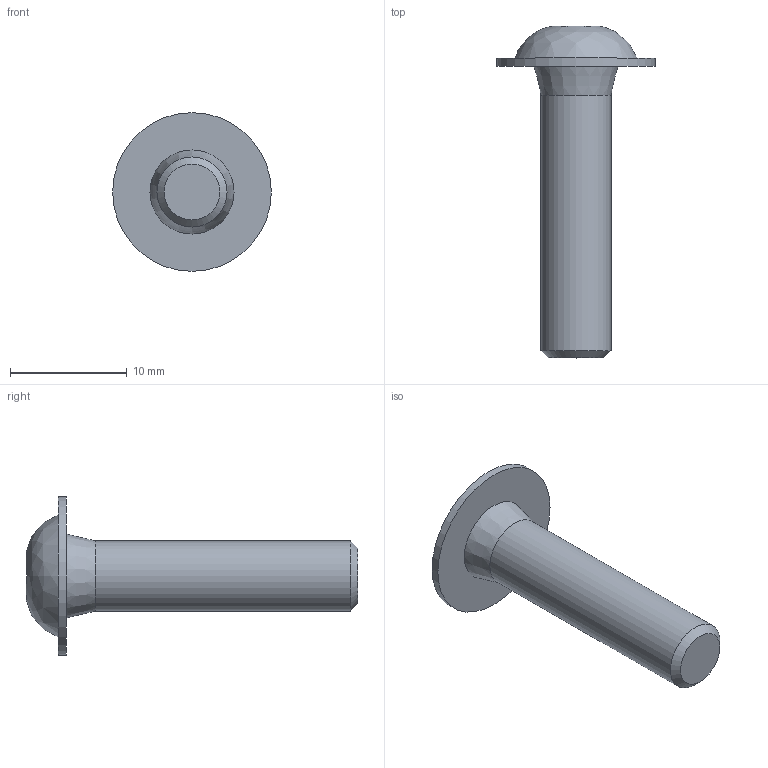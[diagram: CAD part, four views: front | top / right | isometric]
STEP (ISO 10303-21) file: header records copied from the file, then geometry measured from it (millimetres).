
FILE_DESCRIPTION( ( 'STEP AP214' ), '1' );
FILE_NAME( 'PSHFP-M6-25-A.stp', '2022-03-30T09:57:09', ( '' ), ( '' ), ' ', 'PARTsolutions', ' ' );
FILE_SCHEMA( ( 'AUTOMOTIVE_DESIGN { 1 0 10303 214 1 1 1 1 }' ) );
Length unit declared in the file: millimetre
Products named in the file (1): _PSHFP-M6-25-A
Bounding box: 13.6 x 28.45 x 13.6 mm (x, y, z)
Volume: 952.9 mm3; surface area: 841.3 mm2
Topology: 1 solids, 1 shells, 15 faces, 30 edges, 19 vertices
Faces by surface type: plane 10, cylinder 2, cone 2, bspline 1
Full cylindrical faces by diameter (mm): 6 x1, 13.6 x1
Entity records: 535 total; most frequent: CARTESIAN_POINT 113, DIRECTION 56, ORIENTED_EDGE 50, EDGE_CURVE 25, AXIS2_PLACEMENT_3D 22, EDGE_LOOP 22, VERTEX_POINT 19, FACE_OUTER_BOUND 18
